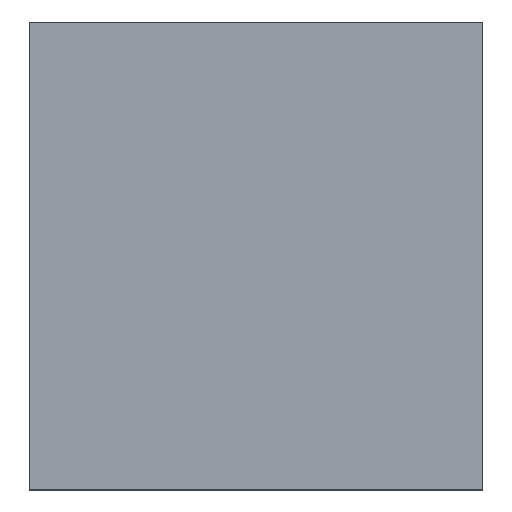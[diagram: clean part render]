
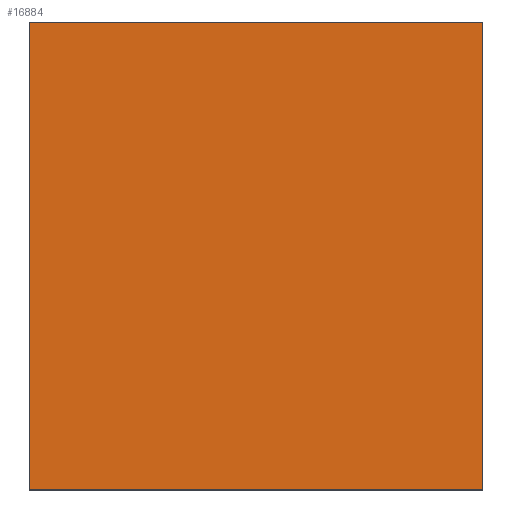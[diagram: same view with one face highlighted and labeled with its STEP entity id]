
A CAD part, top view. The second image highlights one B-rep face of the part: STEP entity #16884.
In plain terms, the highlighted planar face has unit normal (0, 0, 1).
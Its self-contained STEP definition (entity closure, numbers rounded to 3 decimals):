
#905 = CARTESIAN_POINT ( 'NONE',  ( -24.25, 0., 25. ) ) ;
#1258 = DIRECTION ( 'NONE',  ( 1., 0., 0. ) ) ;
#1859 = EDGE_CURVE ( 'NONE', #3600, #12637, #2845, .T. ) ;
#1909 = CARTESIAN_POINT ( 'NONE',  ( -24.25, 0., 25. ) ) ;
#2508 = CARTESIAN_POINT ( 'NONE',  ( -24.25, 50., 25. ) ) ;
#2845 = LINE ( 'NONE', #15741, #3960 ) ;
#3218 = FACE_OUTER_BOUND ( 'NONE', #7716, .T. ) ;
#3600 = VERTEX_POINT ( 'NONE', #10598 ) ;
#3794 = VERTEX_POINT ( 'NONE', #19140 ) ;
#3960 = VECTOR ( 'NONE', #1258, 1000. ) ;
#4263 = ORIENTED_EDGE ( 'NONE', *, *, #5741, .T. ) ;
#4801 = CARTESIAN_POINT ( 'NONE',  ( -24.25, 50., 25. ) ) ;
#5741 = EDGE_CURVE ( 'NONE', #3600, #13630, #19836, .T. ) ;
#7096 = AXIS2_PLACEMENT_3D ( 'NONE', #4801, #16322, #14544 ) ;
#7716 = EDGE_LOOP ( 'NONE', ( #9819, #18969, #13284, #4263 ) ) ;
#7767 = DIRECTION ( 'NONE',  ( 1., 0., 0. ) ) ;
#8104 = CARTESIAN_POINT ( 'NONE',  ( 24.25, 50., 25. ) ) ;
#9819 = ORIENTED_EDGE ( 'NONE', *, *, #18923, .T. ) ;
#9973 = PLANE ( 'NONE',  #7096 ) ;
#10598 = CARTESIAN_POINT ( 'NONE',  ( -24.25, 50., 25. ) ) ;
#11251 = VECTOR ( 'NONE', #7767, 1000. ) ;
#12637 = VERTEX_POINT ( 'NONE', #15815 ) ;
#13284 = ORIENTED_EDGE ( 'NONE', *, *, #1859, .F. ) ;
#13397 = DIRECTION ( 'NONE',  ( 0., -1., 0. ) ) ;
#13630 = VERTEX_POINT ( 'NONE', #905 ) ;
#14544 = DIRECTION ( 'NONE',  ( -1., 0., 0. ) ) ;
#15741 = CARTESIAN_POINT ( 'NONE',  ( -24.25, 50., 25. ) ) ;
#15781 = EDGE_CURVE ( 'NONE', #12637, #3794, #16139, .T. ) ;
#15815 = CARTESIAN_POINT ( 'NONE',  ( 24.25, 50., 25. ) ) ;
#16139 = LINE ( 'NONE', #8104, #17200 ) ;
#16322 = DIRECTION ( 'NONE',  ( 0., 0., -1. ) ) ;
#16884 = ADVANCED_FACE ( 'NONE', ( #3218 ), #9973, .F. ) ;
#17200 = VECTOR ( 'NONE', #17924, 1000. ) ;
#17924 = DIRECTION ( 'NONE',  ( 0., -1., 0. ) ) ;
#17980 = LINE ( 'NONE', #1909, #11251 ) ;
#18923 = EDGE_CURVE ( 'NONE', #13630, #3794, #17980, .T. ) ;
#18969 = ORIENTED_EDGE ( 'NONE', *, *, #15781, .F. ) ;
#19140 = CARTESIAN_POINT ( 'NONE',  ( 24.25, 0., 25. ) ) ;
#19836 = LINE ( 'NONE', #2508, #20000 ) ;
#20000 = VECTOR ( 'NONE', #13397, 1000. ) ;
